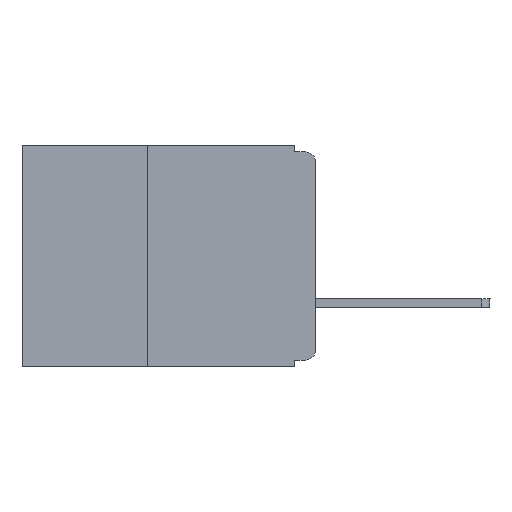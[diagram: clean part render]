
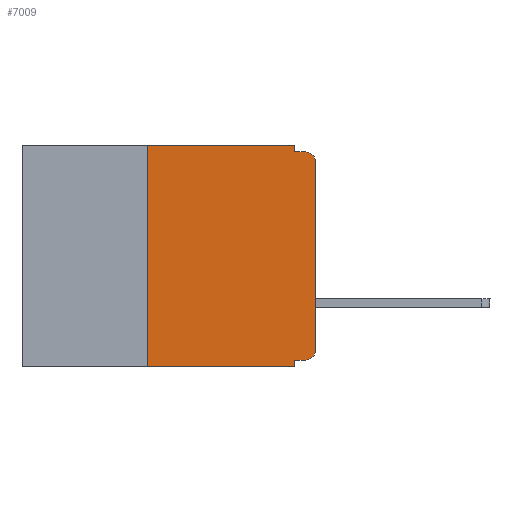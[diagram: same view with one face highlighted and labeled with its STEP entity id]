
A CAD part, left-side view. The second image highlights one B-rep face of the part: STEP entity #7009.
In plain terms, the highlighted planar face has unit normal (-1, 0, 0).
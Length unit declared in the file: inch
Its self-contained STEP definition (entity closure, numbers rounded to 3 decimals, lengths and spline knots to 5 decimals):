
#49 = ORIENTED_EDGE ( 'NONE', *, *, #11664, .F. ) ;
#173 = CARTESIAN_POINT ( 'NONE',  ( 0., 0.015, -0.025 ) ) ;
#368 = ORIENTED_EDGE ( 'NONE', *, *, #13140, .F. ) ;
#395 = CARTESIAN_POINT ( 'NONE',  ( 0., 0.015, -0.01 ) ) ;
#460 = CARTESIAN_POINT ( 'NONE',  ( 0., 0.015, -0.305 ) ) ;
#690 = CARTESIAN_POINT ( 'NONE',  ( 0., 0., -0.025 ) ) ;
#920 = DIRECTION ( 'NONE',  ( 0., 0., 1. ) ) ;
#1150 = CARTESIAN_POINT ( 'NONE',  ( 0., 0., -0.01 ) ) ;
#1190 = VECTOR ( 'NONE', #9719, 39.37008 ) ;
#1263 = DIRECTION ( 'NONE',  ( -1., 0., 0. ) ) ;
#1787 = VERTEX_POINT ( 'NONE', #3681 ) ;
#1872 = VERTEX_POINT ( 'NONE', #11181 ) ;
#2119 = CARTESIAN_POINT ( 'NONE',  ( 0., 0.031, -0.32 ) ) ;
#2145 = CARTESIAN_POINT ( 'NONE',  ( 0., 0., -0.32 ) ) ;
#2339 = DIRECTION ( 'NONE',  ( 0., 0., -1. ) ) ;
#2400 = VECTOR ( 'NONE', #920, 39.37008 ) ;
#2545 = EDGE_CURVE ( 'NONE', #1872, #7957, #9815, .T. ) ;
#3020 = EDGE_CURVE ( 'NONE', #12769, #1787, #4111, .T. ) ;
#3133 = DIRECTION ( 'NONE',  ( 0., -1., 0. ) ) ;
#3186 = DIRECTION ( 'NONE',  ( 0., 0., -1. ) ) ;
#3289 = DIRECTION ( 'NONE',  ( 0., -1., 0. ) ) ;
#3366 = CARTESIAN_POINT ( 'NONE',  ( 0., 0.437, 0. ) ) ;
#3394 = PLANE ( 'NONE',  #9325 ) ;
#3437 = CARTESIAN_POINT ( 'NONE',  ( 0., 0.031, 0. ) ) ;
#3681 = CARTESIAN_POINT ( 'NONE',  ( 0., 0.031, -0.01 ) ) ;
#4111 = LINE ( 'NONE', #6316, #10663 ) ;
#4183 = CARTESIAN_POINT ( 'NONE',  ( 0., 0., 0. ) ) ;
#4238 = VECTOR ( 'NONE', #3133, 39.37008 ) ;
#4320 = CARTESIAN_POINT ( 'NONE',  ( 0., 0.25, -0.33 ) ) ;
#4484 = ORIENTED_EDGE ( 'NONE', *, *, #13530, .T. ) ;
#4962 = VECTOR ( 'NONE', #9959, 39.37008 ) ;
#5039 = LINE ( 'NONE', #9412, #2400 ) ;
#5055 = VERTEX_POINT ( 'NONE', #6721 ) ;
#5274 = EDGE_CURVE ( 'NONE', #1787, #9758, #8710, .T. ) ;
#5284 = DIRECTION ( 'NONE',  ( 0., 1., 0. ) ) ;
#5616 = CIRCLE ( 'NONE', #7971, 0.015 ) ;
#5723 = EDGE_LOOP ( 'NONE', ( #9808, #13691, #11764, #8433, #7295, #12144, #9365, #368, #49, #4484 ) ) ;
#6256 = EDGE_CURVE ( 'NONE', #7957, #9758, #5616, .T. ) ;
#6316 = CARTESIAN_POINT ( 'NONE',  ( 0., 0.031, 0. ) ) ;
#6565 = VECTOR ( 'NONE', #3289, 39.37008 ) ;
#6721 = CARTESIAN_POINT ( 'NONE',  ( 0., 0.25, 0. ) ) ;
#6729 = LINE ( 'NONE', #3366, #6565 ) ;
#6793 = LINE ( 'NONE', #10103, #4962 ) ;
#6949 = VECTOR ( 'NONE', #10796, 39.37008 ) ;
#7009 = ADVANCED_FACE ( 'NONE', ( #12019 ), #3394, .F. ) ;
#7295 = ORIENTED_EDGE ( 'NONE', *, *, #9056, .F. ) ;
#7741 = VERTEX_POINT ( 'NONE', #12430 ) ;
#7957 = VERTEX_POINT ( 'NONE', #690 ) ;
#7971 = AXIS2_PLACEMENT_3D ( 'NONE', #173, #1263, #2339 ) ;
#8194 = VERTEX_POINT ( 'NONE', #2119 ) ;
#8433 = ORIENTED_EDGE ( 'NONE', *, *, #3020, .F. ) ;
#8710 = LINE ( 'NONE', #1150, #1190 ) ;
#8775 = EDGE_CURVE ( 'NONE', #10951, #9072, #13016, .T. ) ;
#8789 = AXIS2_PLACEMENT_3D ( 'NONE', #460, #13344, #13195 ) ;
#9056 = EDGE_CURVE ( 'NONE', #5055, #12769, #6729, .T. ) ;
#9072 = VERTEX_POINT ( 'NONE', #12071 ) ;
#9325 = AXIS2_PLACEMENT_3D ( 'NONE', #11060, #10925, #11908 ) ;
#9360 = LINE ( 'NONE', #2145, #10185 ) ;
#9365 = ORIENTED_EDGE ( 'NONE', *, *, #8775, .T. ) ;
#9412 = CARTESIAN_POINT ( 'NONE',  ( 0., 0.25, -0.33 ) ) ;
#9719 = DIRECTION ( 'NONE',  ( 0., -1., 0. ) ) ;
#9758 = VERTEX_POINT ( 'NONE', #395 ) ;
#9808 = ORIENTED_EDGE ( 'NONE', *, *, #2545, .T. ) ;
#9815 = LINE ( 'NONE', #4183, #6949 ) ;
#9946 = EDGE_CURVE ( 'NONE', #10951, #5055, #5039, .T. ) ;
#9959 = DIRECTION ( 'NONE',  ( 0., 0., -1. ) ) ;
#10103 = CARTESIAN_POINT ( 'NONE',  ( 0., 0.031, -0.33 ) ) ;
#10185 = VECTOR ( 'NONE', #5284, 39.37008 ) ;
#10663 = VECTOR ( 'NONE', #3186, 39.37008 ) ;
#10696 = CARTESIAN_POINT ( 'NONE',  ( 0., 0.437, -0.33 ) ) ;
#10796 = DIRECTION ( 'NONE',  ( 0., 0., 1. ) ) ;
#10925 = DIRECTION ( 'NONE',  ( 1., 0., 0. ) ) ;
#10951 = VERTEX_POINT ( 'NONE', #4320 ) ;
#11060 = CARTESIAN_POINT ( 'NONE',  ( 0., 0.437, 0. ) ) ;
#11181 = CARTESIAN_POINT ( 'NONE',  ( 0., 0., -0.305 ) ) ;
#11664 = EDGE_CURVE ( 'NONE', #7741, #8194, #9360, .T. ) ;
#11764 = ORIENTED_EDGE ( 'NONE', *, *, #5274, .F. ) ;
#11908 = DIRECTION ( 'NONE',  ( 0., 0., -1. ) ) ;
#12019 = FACE_OUTER_BOUND ( 'NONE', #5723, .T. ) ;
#12071 = CARTESIAN_POINT ( 'NONE',  ( 0., 0.031, -0.33 ) ) ;
#12144 = ORIENTED_EDGE ( 'NONE', *, *, #9946, .F. ) ;
#12430 = CARTESIAN_POINT ( 'NONE',  ( 0., 0.015, -0.32 ) ) ;
#12769 = VERTEX_POINT ( 'NONE', #3437 ) ;
#13016 = LINE ( 'NONE', #10696, #4238 ) ;
#13140 = EDGE_CURVE ( 'NONE', #8194, #9072, #6793, .T. ) ;
#13195 = DIRECTION ( 'NONE',  ( 0., 0., -1. ) ) ;
#13344 = DIRECTION ( 'NONE',  ( -1., 0., 0. ) ) ;
#13530 = EDGE_CURVE ( 'NONE', #7741, #1872, #13762, .T. ) ;
#13691 = ORIENTED_EDGE ( 'NONE', *, *, #6256, .T. ) ;
#13762 = CIRCLE ( 'NONE', #8789, 0.015 ) ;
